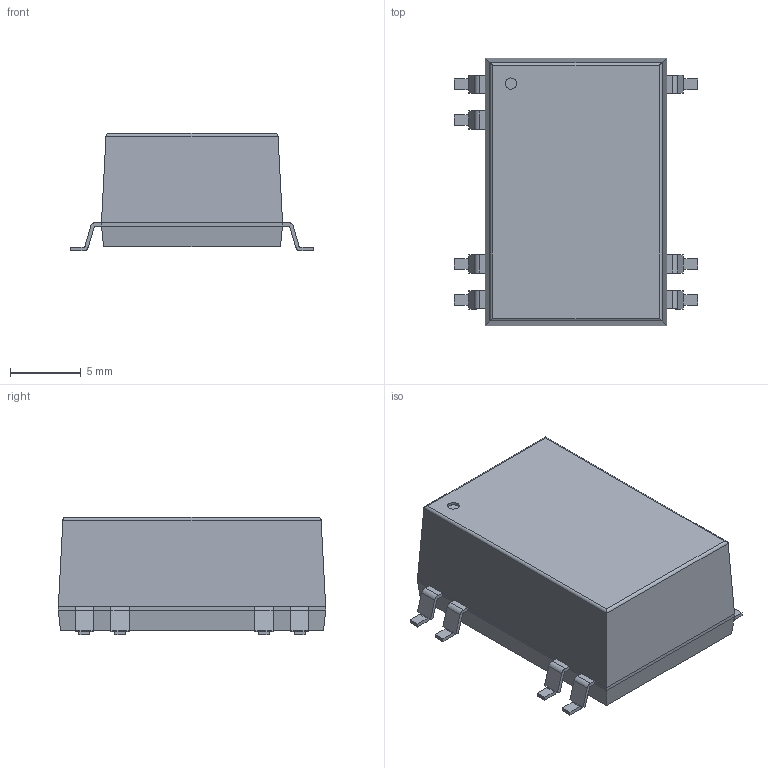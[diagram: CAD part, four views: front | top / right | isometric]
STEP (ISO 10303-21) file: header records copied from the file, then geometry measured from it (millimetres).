
FILE_DESCRIPTION(/* description */ (''),/* implementation_level */ '2;1');
FILE_NAME(/* name */ 'DCDC_TRACO_TDR2SM.stp',/* time_stamp */ '2015-06-03T11:49:43+02:00',/* author */ ('admchouv'),/* organization */ (''),/* preprocessor_version */ 'ST-DEVELOPER v15.5',/* originating_system */ 'AutoCAD Mechanical',/* authorisation */ '');
FILE_SCHEMA (('AUTOMOTIVE_DESIGN { 1 0 10303 214 3 1 1 }'));
Length unit declared in the file: millimetre
Products named in the file (1): Product
Bounding box: 17.2 x 18.9 x 8.29 mm (x, y, z)
Volume: 1869.4 mm3; surface area: 1018.3 mm2
Topology: 8 solids, 8 shells, 146 faces, 347 edges, 218 vertices
Faces by surface type: plane 113, cylinder 33
Full cylindrical faces by diameter (mm): 0.8 x1
Entity records: 4160 total; most frequent: CARTESIAN_POINT 711, DIRECTION 702, ORIENTED_EDGE 692, EDGE_CURVE 346, LINE 284, VECTOR 284, VERTEX_POINT 218, AXIS2_PLACEMENT_3D 209
